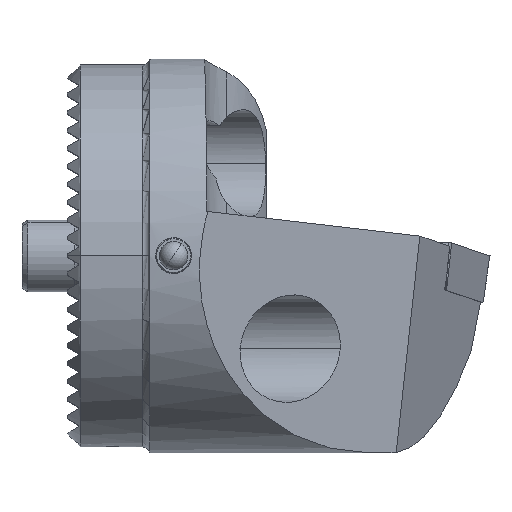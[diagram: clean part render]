
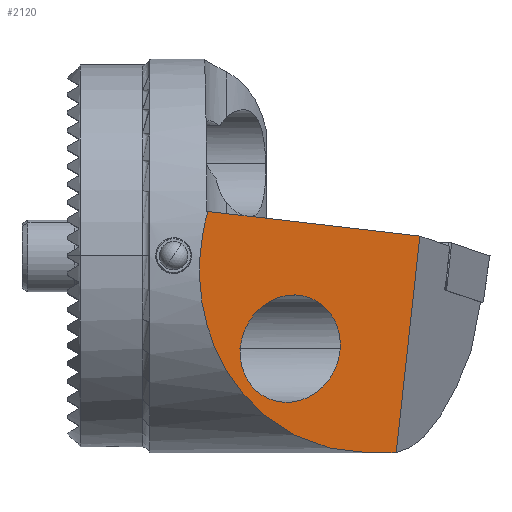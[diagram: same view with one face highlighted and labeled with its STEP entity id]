
A CAD part, top view. The second image highlights one B-rep face of the part: STEP entity #2120.
In plain terms, the highlighted planar face has unit normal (0.732, -0.051, 0.68).
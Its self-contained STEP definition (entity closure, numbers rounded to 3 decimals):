
#145 = EDGE_CURVE ( 'NONE', #11935, #500, #10177, .T. ) ;
#293 = CARTESIAN_POINT ( 'NONE',  ( 24.889, -16.5, 0. ) ) ;
#468 = DIRECTION ( 'NONE',  ( 0.108, 0.993, -0.042 ) ) ;
#500 = VERTEX_POINT ( 'NONE', #2424 ) ;
#582 =( BOUNDED_CURVE ( )  B_SPLINE_CURVE ( 3, ( #3393, #5980, #4757, #11385 ),
 .UNSPECIFIED., .F., .T. ) 
 B_SPLINE_CURVE_WITH_KNOTS ( ( 4, 4 ),
 ( 1.597, 1.646 ),
 .UNSPECIFIED. ) 
 CURVE ( )  GEOMETRIC_REPRESENTATION_ITEM ( )  RATIONAL_B_SPLINE_CURVE ( ( 1., 1., 1., 1. ) ) 
 REPRESENTATION_ITEM ( '' )  );
#1022 = DIRECTION ( 'NONE',  ( -0.732, 0.051, -0.68 ) ) ;
#1592 = VECTOR ( 'NONE', #12453, 1000. ) ;
#1992 = LINE ( 'NONE', #10929, #1592 ) ;
#2120 = ADVANCED_FACE ( 'NONE', ( #10914, #7749 ), #5322, .F. ) ;
#2142 = DIRECTION ( 'NONE',  ( -0.676, 0.077, 0.733 ) ) ;
#2253 = ORIENTED_EDGE ( 'NONE', *, *, #8819, .T. ) ;
#2424 = CARTESIAN_POINT ( 'NONE',  ( 14.095, -7.778, 12.278 ) ) ;
#2661 = LINE ( 'NONE', #15479, #10627 ) ;
#3139 = ORIENTED_EDGE ( 'NONE', *, *, #5310, .F. ) ;
#3393 = CARTESIAN_POINT ( 'NONE',  ( 27.147, -16.472, -2.43 ) ) ;
#3816 = ORIENTED_EDGE ( 'NONE', *, *, #5488, .F. ) ;
#4081 = CARTESIAN_POINT ( 'NONE',  ( 14.724, 1.222, 12.278 ) ) ;
#4309 = ORIENTED_EDGE ( 'NONE', *, *, #145, .F. ) ;
#4438 = CARTESIAN_POINT ( 'NONE',  ( 14.211, -16.5, 11.498 ) ) ;
#4757 = CARTESIAN_POINT ( 'NONE',  ( 26.446, -16.5, -1.677 ) ) ;
#5133 = CARTESIAN_POINT ( 'NONE',  ( 14.095, -7.778, 12.278 ) ) ;
#5195 = CARTESIAN_POINT ( 'NONE',  ( 21.825, -16.778, 3.278 ) ) ;
#5310 = EDGE_CURVE ( 'NONE', #16890, #16149, #582, .T. ) ;
#5322 = PLANE ( 'NONE',  #5939 ) ;
#5488 = EDGE_CURVE ( 'NONE', #16149, #15094, #1992, .T. ) ;
#5882 = CARTESIAN_POINT ( 'NONE',  ( 8.189, -7.504, 18.658 ) ) ;
#5939 = AXIS2_PLACEMENT_3D ( 'NONE', #6685, #1022, #15999 ) ;
#5980 = CARTESIAN_POINT ( 'NONE',  ( 26.797, -16.491, -2.054 ) ) ;
#6164 = EDGE_CURVE ( 'NONE', #16890, #12315, #2661, .T. ) ;
#6618 = ORIENTED_EDGE ( 'NONE', *, *, #6164, .T. ) ;
#6685 = CARTESIAN_POINT ( 'NONE',  ( 29.123, 1.675, -3.193 ) ) ;
#7020 = CARTESIAN_POINT ( 'NONE',  ( 22.454, -7.778, 3.278 ) ) ;
#7120 = CARTESIAN_POINT ( 'NONE',  ( 11.366, 3.701, 16.08 ) ) ;
#7667 = EDGE_CURVE ( 'NONE', #15094, #12400, #14418, .T. ) ;
#7749 = FACE_OUTER_BOUND ( 'NONE', #16467, .T. ) ;
#8074 = CARTESIAN_POINT ( 'NONE',  ( 23.082, 1.222, 3.278 ) ) ;
#8369 =( BOUNDED_CURVE ( )  B_SPLINE_CURVE ( 3, ( #5133, #11924, #5195, #13211 ),
 .UNSPECIFIED., .F., .F. ) 
 B_SPLINE_CURVE_WITH_KNOTS ( ( 4, 4 ),
 ( 3.067, 6.208 ),
 .UNSPECIFIED. ) 
 CURVE ( )  GEOMETRIC_REPRESENTATION_ITEM ( )  RATIONAL_B_SPLINE_CURVE ( ( 1., 0.333, 0.333, 1. ) ) 
 REPRESENTATION_ITEM ( '' )  );
#8802 = EDGE_LOOP ( 'NONE', ( #4309, #13198 ) ) ;
#8819 = EDGE_CURVE ( 'NONE', #12315, #12400, #13286, .T. ) ;
#10177 =( BOUNDED_CURVE ( )  B_SPLINE_CURVE ( 3, ( #10591, #8074, #4081, #17392 ),
 .UNSPECIFIED., .F., .F. ) 
 B_SPLINE_CURVE_WITH_KNOTS ( ( 4, 4 ),
 ( 6.208, 9.35 ),
 .UNSPECIFIED. ) 
 CURVE ( )  GEOMETRIC_REPRESENTATION_ITEM ( )  RATIONAL_B_SPLINE_CURVE ( ( 1., 0.333, 0.333, 1. ) ) 
 REPRESENTATION_ITEM ( '' )  );
#10532 = CARTESIAN_POINT ( 'NONE',  ( 26.096, -16.5, -1.3 ) ) ;
#10591 = CARTESIAN_POINT ( 'NONE',  ( 22.454, -7.778, 3.278 ) ) ;
#10627 = VECTOR ( 'NONE', #468, 1000. ) ;
#10721 = CARTESIAN_POINT ( 'NONE',  ( 11.366, 3.701, 16.08 ) ) ;
#10914 = FACE_BOUND ( 'NONE', #8802, .T. ) ;
#10929 = CARTESIAN_POINT ( 'NONE',  ( 28.442, -16.5, -3.826 ) ) ;
#11385 = CARTESIAN_POINT ( 'NONE',  ( 26.096, -16.5, -1.3 ) ) ;
#11560 = VECTOR ( 'NONE', #2142, 1000. ) ;
#11809 = ORIENTED_EDGE ( 'NONE', *, *, #7667, .F. ) ;
#11924 = CARTESIAN_POINT ( 'NONE',  ( 13.466, -16.778, 12.278 ) ) ;
#11935 = VERTEX_POINT ( 'NONE', #7020 ) ;
#12197 = EDGE_CURVE ( 'NONE', #500, #11935, #8369, .T. ) ;
#12315 = VERTEX_POINT ( 'NONE', #14776 ) ;
#12400 = VERTEX_POINT ( 'NONE', #10721 ) ;
#12453 = DIRECTION ( 'NONE',  ( -0.681, 0., 0.733 ) ) ;
#13198 = ORIENTED_EDGE ( 'NONE', *, *, #12197, .F. ) ;
#13211 = CARTESIAN_POINT ( 'NONE',  ( 22.454, -7.778, 3.278 ) ) ;
#13286 = LINE ( 'NONE', #17092, #11560 ) ;
#14418 =( BOUNDED_CURVE ( )  B_SPLINE_CURVE ( 3, ( #16782, #4438, #5882, #7120 ),
 .UNSPECIFIED., .F., .T. ) 
 B_SPLINE_CURVE_WITH_KNOTS ( ( 4, 4 ),
 ( 1.646, 3.443 ),
 .UNSPECIFIED. ) 
 CURVE ( )  GEOMETRIC_REPRESENTATION_ITEM ( )  RATIONAL_B_SPLINE_CURVE ( ( 1., 0.749, 0.749, 1. ) ) 
 REPRESENTATION_ITEM ( '' )  );
#14776 = CARTESIAN_POINT ( 'NONE',  ( 29.123, 1.675, -3.193 ) ) ;
#15094 = VERTEX_POINT ( 'NONE', #293 ) ;
#15168 = CARTESIAN_POINT ( 'NONE',  ( 27.147, -16.472, -2.43 ) ) ;
#15479 = CARTESIAN_POINT ( 'NONE',  ( 29.123, 1.675, -3.193 ) ) ;
#15999 = DIRECTION ( 'NONE',  ( -0.681, 0., 0.733 ) ) ;
#16149 = VERTEX_POINT ( 'NONE', #10532 ) ;
#16467 = EDGE_LOOP ( 'NONE', ( #11809, #3816, #3139, #6618, #2253 ) ) ;
#16782 = CARTESIAN_POINT ( 'NONE',  ( 24.889, -16.5, 0. ) ) ;
#16890 = VERTEX_POINT ( 'NONE', #15168 ) ;
#17092 = CARTESIAN_POINT ( 'NONE',  ( 27.853, 1.82, -1.813 ) ) ;
#17392 = CARTESIAN_POINT ( 'NONE',  ( 14.095, -7.778, 12.278 ) ) ;
